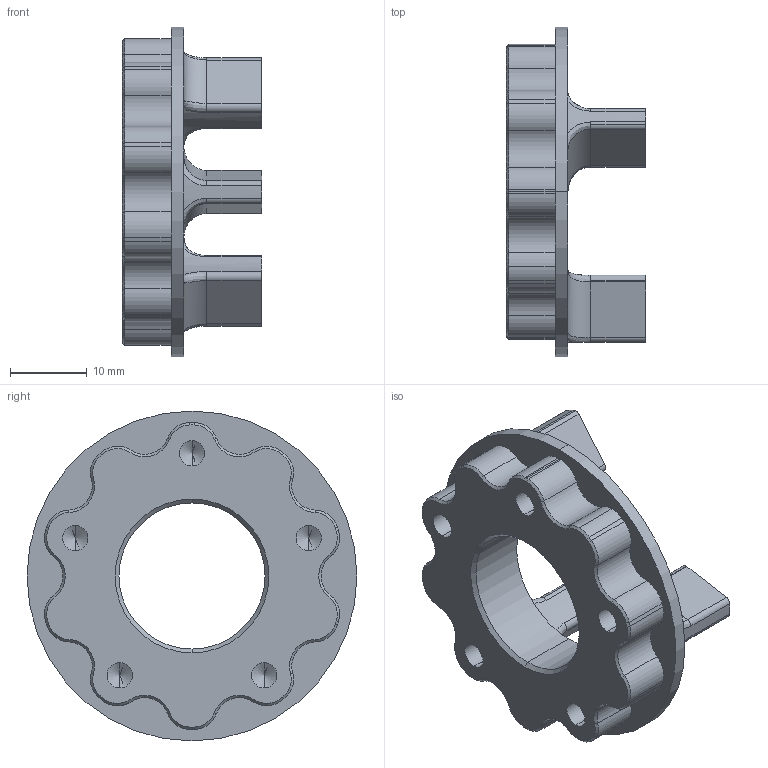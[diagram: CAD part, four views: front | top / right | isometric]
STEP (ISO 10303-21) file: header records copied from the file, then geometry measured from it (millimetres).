
FILE_DESCRIPTION (( 'STEP AP214' ), '1' );
FILE_NAME ('Cush_V3_Spline.STEP', '2024-05-03T05:05:09', ( '' ), ( '' ), 'SwSTEP 2.0', 'SolidWorks 2022', '' );
FILE_SCHEMA (( 'AUTOMOTIVE_DESIGN' ));
Length unit declared in the file: millimetre
Products named in the file (1): Cush_V3_Spline
Bounding box: 18.15 x 43 x 43 mm (x, y, z)
Volume: 7975.2 mm3; surface area: 4868.6 mm2
Topology: 1 solids, 1 shells, 167 faces, 416 edges, 250 vertices
Faces by surface type: cylinder 86, cone 57, plane 12, bspline 12
Entity records: 5833 total; most frequent: CARTESIAN_POINT 1826, DIRECTION 891, ORIENTED_EDGE 812, EDGE_CURVE 406, AXIS2_PLACEMENT_3D 365, VERTEX_POINT 250, CIRCLE 209, EDGE_LOOP 178
